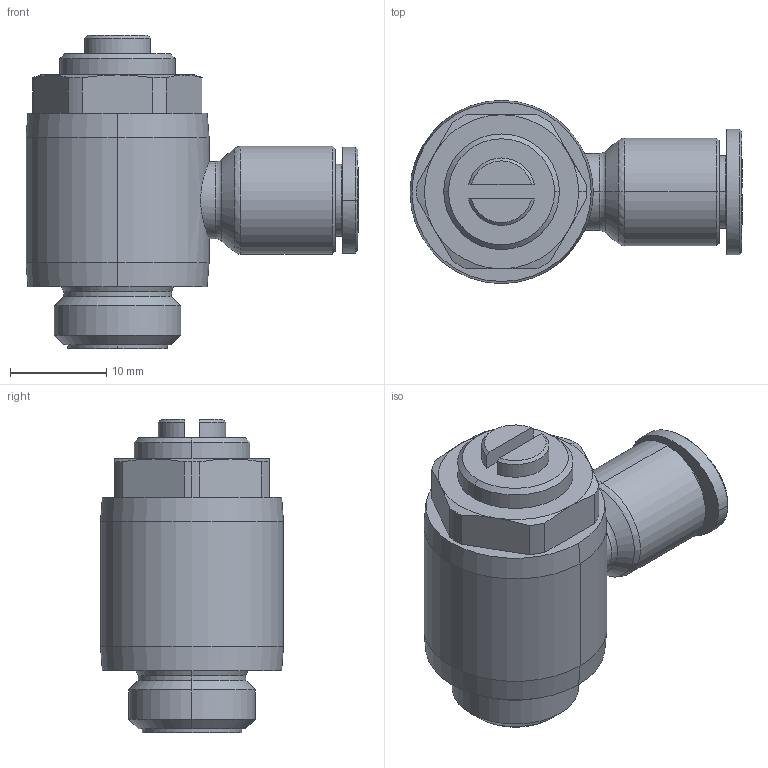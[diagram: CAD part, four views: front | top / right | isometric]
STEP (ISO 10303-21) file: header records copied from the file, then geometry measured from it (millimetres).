
FILE_DESCRIPTION (( 'STEP AP214' ), '1' );
FILE_NAME ('GNSH06-G02_OUT.STEP', '2015-10-28T15:27:50', ( '' ), ( '' ), 'SwSTEP 2.0', 'SolidWorks 2015', '' );
FILE_SCHEMA (( 'AUTOMOTIVE_DESIGN' ));
Length unit declared in the file: millimetre
Products named in the file (2): ｦ+ﾃｦ1; GNSH06-G02_OUT
Assembly tree (1 placements, depth 2):
  GNSH06-G02_OUT
    ｦ+ﾃｦ1
Bounding box: 34.45 x 19 x 32.5 mm (x, y, z)
Volume: 7910.2 mm3; surface area: 3308.8 mm2
Topology: 1 solids, 1 shells, 286 faces, 755 edges, 492 vertices
Faces by surface type: plane 185, bspline 34, cylinder 34, cone 31, torus 2
Entity records: 10571 total; most frequent: CARTESIAN_POINT 3179, ORIENTED_EDGE 1510, DIRECTION 1275, EDGE_CURVE 755, LINE 555, VECTOR 555, VERTEX_POINT 492, AXIS2_PLACEMENT_3D 360
